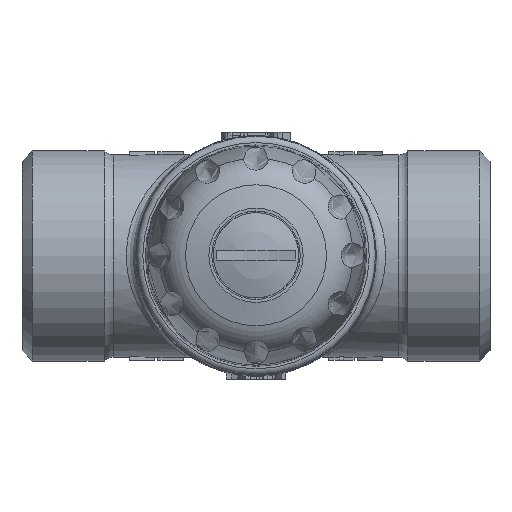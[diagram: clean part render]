
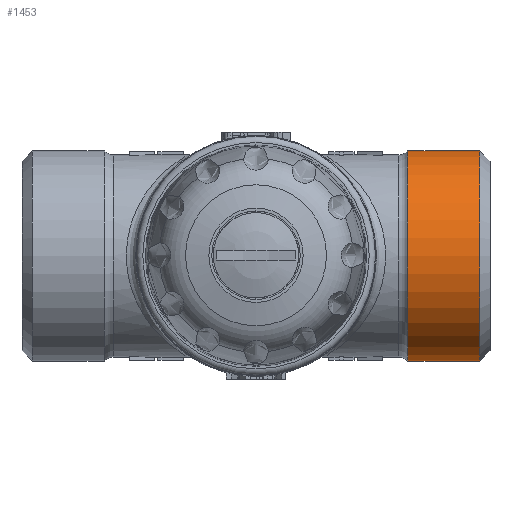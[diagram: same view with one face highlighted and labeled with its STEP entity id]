
A CAD part, top view. The second image highlights one B-rep face of the part: STEP entity #1453.
In plain terms, the highlighted cylindrical face has radius 16.625 mm (diameter 33.249 mm), a full revolution.
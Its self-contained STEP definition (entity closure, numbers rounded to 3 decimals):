
#1453 = ADVANCED_FACE( '', ( #2968, #2969 ), #2970, .T. );
#2968 = FACE_OUTER_BOUND( '', #6883, .T. );
#2969 = FACE_OUTER_BOUND( '', #6884, .T. );
#2970 = CYLINDRICAL_SURFACE( '', #6885, 16.625 );
#6883 = EDGE_LOOP( '', ( #10755 ) );
#6884 = EDGE_LOOP( '', ( #10756 ) );
#6885 = AXIS2_PLACEMENT_3D( '', #10757, #10758, #10759 );
#10755 = ORIENTED_EDGE( '', *, *, #12344, .T. );
#10756 = ORIENTED_EDGE( '', *, *, #11206, .T. );
#10757 = CARTESIAN_POINT( '', ( 24., 0., 45. ) );
#10758 = DIRECTION( '', ( -1., 0., 0. ) );
#10759 = DIRECTION( '', ( 0., 0., -1. ) );
#11206 = EDGE_CURVE( '', #12984, #12984, #12985, .T. );
#12344 = EDGE_CURVE( '', #14555, #14555, #14556, .F. );
#12984 = VERTEX_POINT( '', #16824 );
#12985 = CIRCLE( '', #16825, 16.625 );
#14555 = VERTEX_POINT( '', #22713 );
#14556 = CIRCLE( '', #22714, 16.625 );
#16824 = CARTESIAN_POINT( '', ( 24., 16.625, 45. ) );
#16825 = AXIS2_PLACEMENT_3D( '', #23129, #23130, #23131 );
#22713 = CARTESIAN_POINT( '', ( 35.376, 0., 28.376 ) );
#22714 = AXIS2_PLACEMENT_3D( '', #24229, #24230, #24231 );
#23129 = CARTESIAN_POINT( '', ( 24., 0., 45. ) );
#23130 = DIRECTION( '', ( 1., 0., 0. ) );
#23131 = DIRECTION( '', ( 0., 1., 0. ) );
#24229 = CARTESIAN_POINT( '', ( 35.376, 0., 45. ) );
#24230 = DIRECTION( '', ( 1., 0., 0. ) );
#24231 = DIRECTION( '', ( 0., 0., -1. ) );
